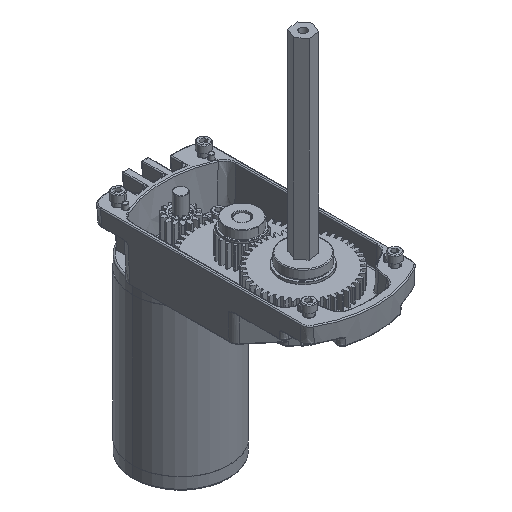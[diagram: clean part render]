
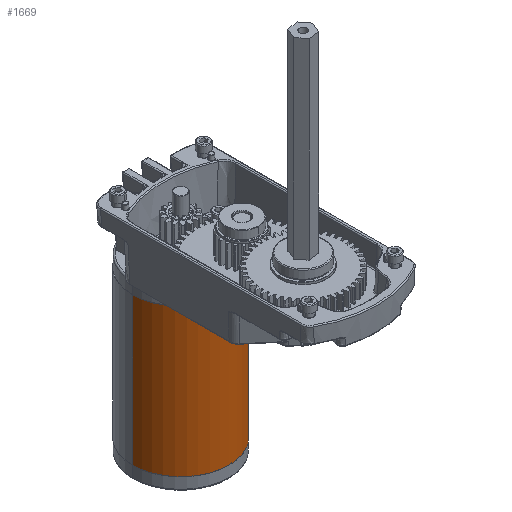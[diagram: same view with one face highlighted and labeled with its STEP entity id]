
A CAD part, isometric view. The second image highlights one B-rep face of the part: STEP entity #1669.
In plain terms, the highlighted cylindrical face has radius 32.004 mm (diameter 64.008 mm), a partial arc.
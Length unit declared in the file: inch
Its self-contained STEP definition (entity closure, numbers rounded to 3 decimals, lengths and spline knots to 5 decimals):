
#567 = CARTESIAN_POINT ( 'NONE',  ( 1.4, 4.303, 0.426 ) ) ;
#1669 = ADVANCED_FACE ( 'NONE', ( #42535 ), #69878, .T. ) ;
#2541 = EDGE_LOOP ( 'NONE', ( #35147, #19012, #4459, #65152 ) ) ;
#2990 = DIRECTION ( 'NONE',  ( -1., 0., 0. ) ) ;
#3628 = CIRCLE ( 'NONE', #53737, 1.26 ) ;
#4459 = ORIENTED_EDGE ( 'NONE', *, *, #58591, .T. ) ;
#7858 = CARTESIAN_POINT ( 'NONE',  ( 2.66, 4.303, -3.438 ) ) ;
#11271 = CARTESIAN_POINT ( 'NONE',  ( 2.66, 4.303, 0.426 ) ) ;
#11636 = CIRCLE ( 'NONE', #70343, 1.26 ) ;
#14007 = DIRECTION ( 'NONE',  ( 0., 0., -1. ) ) ;
#16957 = CARTESIAN_POINT ( 'NONE',  ( 1.4, 4.303, 0.426 ) ) ;
#17397 = DIRECTION ( 'NONE',  ( -1., 0., 0. ) ) ;
#19012 = ORIENTED_EDGE ( 'NONE', *, *, #82652, .T. ) ;
#19540 = DIRECTION ( 'NONE',  ( 0., 0., -1. ) ) ;
#22088 = VERTEX_POINT ( 'NONE', #7858 ) ;
#23591 = DIRECTION ( 'NONE',  ( 0., 0., -1. ) ) ;
#30706 = VERTEX_POINT ( 'NONE', #57176 ) ;
#31541 = VERTEX_POINT ( 'NONE', #85377 ) ;
#31757 = CARTESIAN_POINT ( 'NONE',  ( 2.66, 4.303, 0.426 ) ) ;
#35147 = ORIENTED_EDGE ( 'NONE', *, *, #61347, .F. ) ;
#36974 = VECTOR ( 'NONE', #64613, 39.37008 ) ;
#38120 = VECTOR ( 'NONE', #19540, 39.37008 ) ;
#38411 = EDGE_CURVE ( 'NONE', #22088, #31541, #11636, .T. ) ;
#41043 = AXIS2_PLACEMENT_3D ( 'NONE', #16957, #57770, #17397 ) ;
#42535 = FACE_OUTER_BOUND ( 'NONE', #2541, .T. ) ;
#53614 = CARTESIAN_POINT ( 'NONE',  ( 0.14, 4.303, 0.426 ) ) ;
#53737 = AXIS2_PLACEMENT_3D ( 'NONE', #567, #14007, #55687 ) ;
#55687 = DIRECTION ( 'NONE',  ( -1., 0., 0. ) ) ;
#57176 = CARTESIAN_POINT ( 'NONE',  ( 0.14, 4.303, 0.426 ) ) ;
#57770 = DIRECTION ( 'NONE',  ( 0., 0., -1. ) ) ;
#58591 = EDGE_CURVE ( 'NONE', #30706, #31541, #87644, .T. ) ;
#61347 = EDGE_CURVE ( 'NONE', #80899, #22088, #72177, .T. ) ;
#64613 = DIRECTION ( 'NONE',  ( 0., 0., -1. ) ) ;
#65152 = ORIENTED_EDGE ( 'NONE', *, *, #38411, .F. ) ;
#69878 = CYLINDRICAL_SURFACE ( 'NONE', #41043, 1.26 ) ;
#70343 = AXIS2_PLACEMENT_3D ( 'NONE', #71078, #23591, #2990 ) ;
#71078 = CARTESIAN_POINT ( 'NONE',  ( 1.4, 4.303, -3.438 ) ) ;
#72177 = LINE ( 'NONE', #11271, #36974 ) ;
#80899 = VERTEX_POINT ( 'NONE', #31757 ) ;
#82652 = EDGE_CURVE ( 'NONE', #80899, #30706, #3628, .T. ) ;
#85377 = CARTESIAN_POINT ( 'NONE',  ( 0.14, 4.303, -3.438 ) ) ;
#87644 = LINE ( 'NONE', #53614, #38120 ) ;
